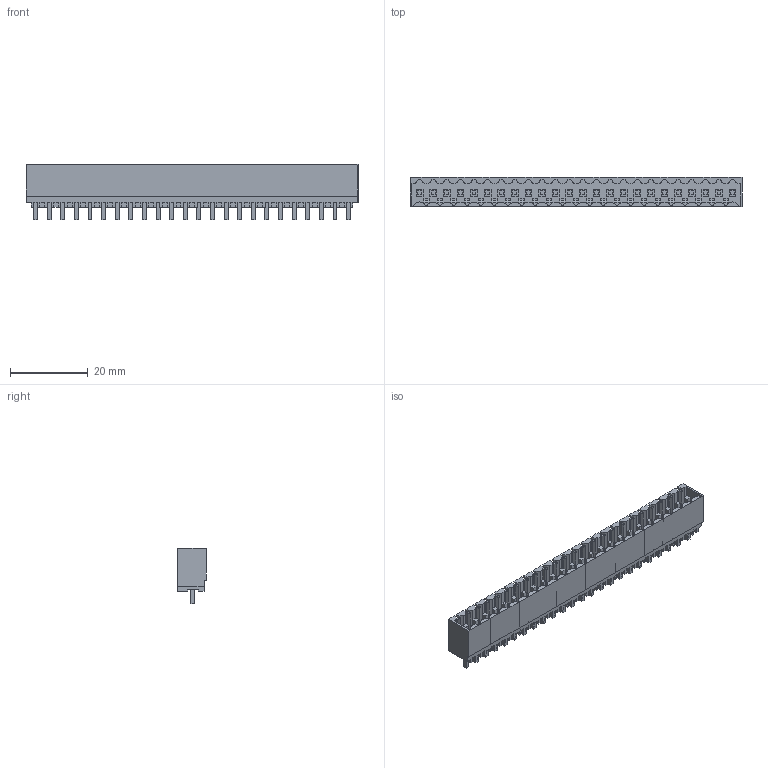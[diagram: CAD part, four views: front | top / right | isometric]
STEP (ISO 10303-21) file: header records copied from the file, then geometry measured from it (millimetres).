
FILE_DESCRIPTION(('CATIA V5 STEP Exchange','CAx-IF Rec.Pracs.--- Model Styling and Organization---1.2---2011-12-15'),'2;1');
FILE_NAME ('D1457268_0_1842530000_1842530000.stp','2018-03-14T17:35:28+00:00',('none'),('Weidmueller'),'CATIA Version 5-6 Release 2014','CATIA V5 STEP AP214','none');
FILE_SCHEMA(('AUTOMOTIVE_DESIGN { 1 0 10303 214 1 1 1 1 }'));
Length unit declared in the file: millimetre
Products named in the file (1): 1842530000
Bounding box: 85.4 x 7.45 x 14.25 mm (x, y, z)
Volume: 2729.3 mm3; surface area: 7805.9 mm2
Topology: 25 solids, 25 shells, 1758 faces, 5209 edges, 3548 vertices
Faces by surface type: plane 1590, cylinder 168
Entity records: 55221 total; most frequent: ORIENTED_EDGE 10418, CARTESIAN_POINT 10283, DIRECTION 6684, EDGE_CURVE 5209, VECTOR 4777, LINE 4777, VERTEX_POINT 3548, EDGE_LOOP 1853
